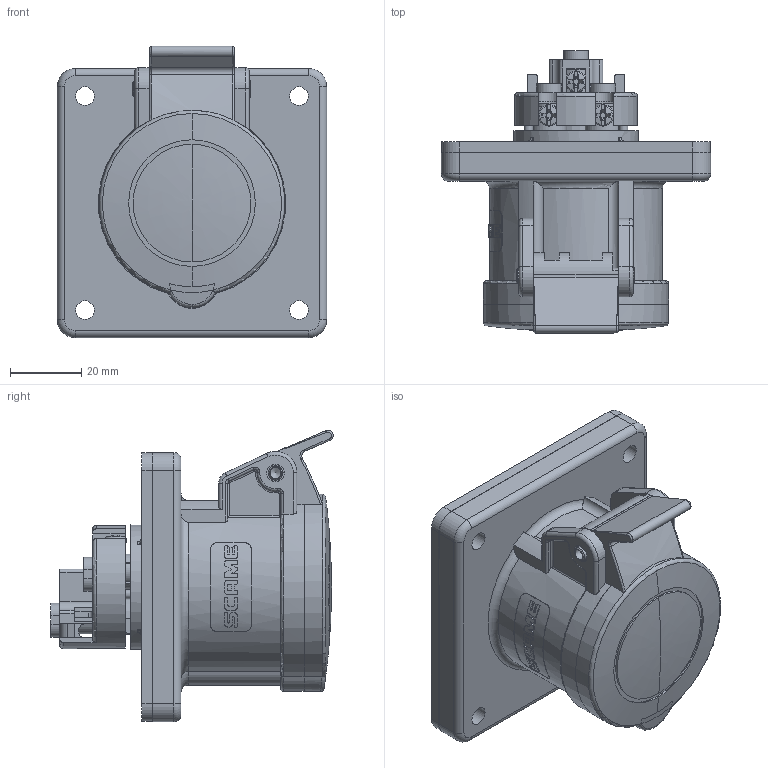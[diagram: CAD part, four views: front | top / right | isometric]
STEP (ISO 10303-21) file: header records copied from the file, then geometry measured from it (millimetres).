
FILE_DESCRIPTION(/* description */ (''),/* implementation_level */ '2;1');
FILE_NAME(/* name */ '4003623.stp',/* time_stamp */ '2019-03-01T11:36:02+01:00',/* author */ (''),/* organization */ (''),/* preprocessor_version */ 'ST-DEVELOPER v16.7',/* originating_system */ 'SIEMENS PLM Software NX 12.0',/* authorisation */ '');
FILE_SCHEMA (('AUTOMOTIVE_DESIGN { 1 0 10303 214 3 1 1 1 }'));
Products named in the file (1): bsom23CC53FBp3u8
Bounding box: 75.5 x 79.17 x 81.73 mm (x, y, z)
Volume: 89875.6 mm3; surface area: 77136 mm2
Topology: 13 solids, 13 shells, 1639 faces, 4280 edges, 2668 vertices
Faces by surface type: plane 631, cylinder 512, bspline 196, torus 141, cone 104, sphere 55
Full cylindrical faces by diameter (mm): 1.875 x2, 2.5 x2, 2.7 x2, 3 x4, 3.5 x6, 3.6 x2, 3.7 x1, 4 x2, 4.2 x2, 4.3 x4, 4.4 x2, 5 x2, 5.2 x4, 5.4 x4, 6 x3, 7 x2, 7.1 x1, 9 x1, 33 x1, 35 x2, 35.5 x2
Entity records: 60204 total; most frequent: CARTESIAN_POINT 21694, ORIENTED_EDGE 8164, DIRECTION 7815, EDGE_CURVE 4082, AXIS2_PLACEMENT_3D 2997, VERTEX_POINT 2613, EDGE_LOOP 1833, LINE 1821
